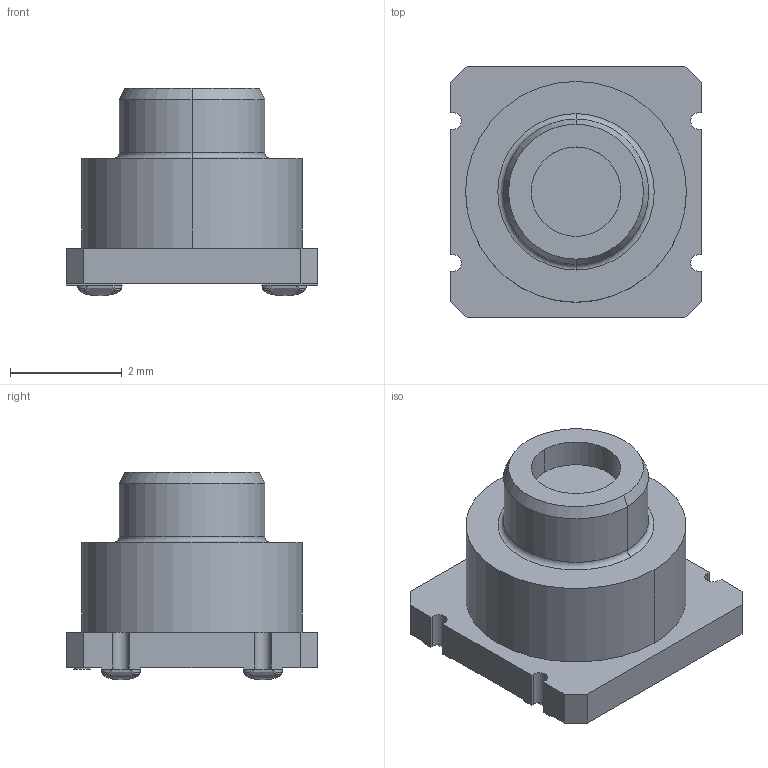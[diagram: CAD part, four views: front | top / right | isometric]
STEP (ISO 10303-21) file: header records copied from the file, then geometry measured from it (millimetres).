
FILE_DESCRIPTION((''),'2;1');
FILE_NAME('C-MS580502BA01-50','2018-11-06T',('workeradm'),('TE Connectivity Ltd.'),'CREO PARAMETRIC BY PTC INC, 2016050','CREO PARAMETRIC BY PTC INC, 2016050','');
FILE_SCHEMA(('AUTOMOTIVE_DESIGN { 1 0 10303 214 1 1 1 1 }'));
Length unit declared in the file: millimetre
Products named in the file (1): C-MS580502BA01-50
Bounding box: 4.5 x 4.5 x 3.71 mm (x, y, z)
Volume: 38.3 mm3; surface area: 84.5 mm2
Topology: 1 solids, 1 shells, 166 faces, 364 edges, 204 vertices
Faces by surface type: bspline 64, plane 54, cylinder 28, extrusion 16, cone 2, torus 2
Entity records: 12506 total; most frequent: CARTESIAN_POINT 9328, ORIENTED_EDGE 728, DIRECTION 506, EDGE_CURVE 364, VERTEX_POINT 204, VECTOR 170, EDGE_LOOP 170, AXIS2_PLACEMENT_3D 168
